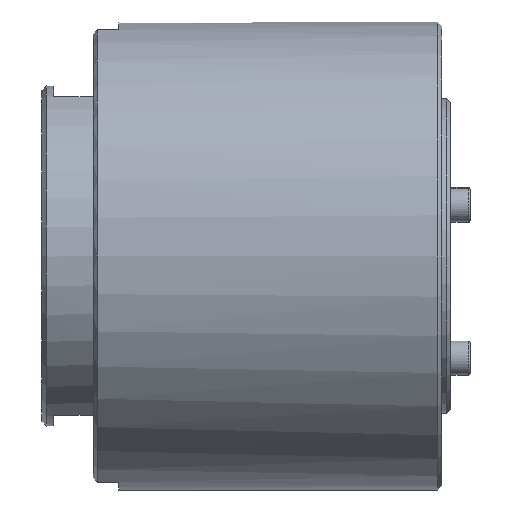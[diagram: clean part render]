
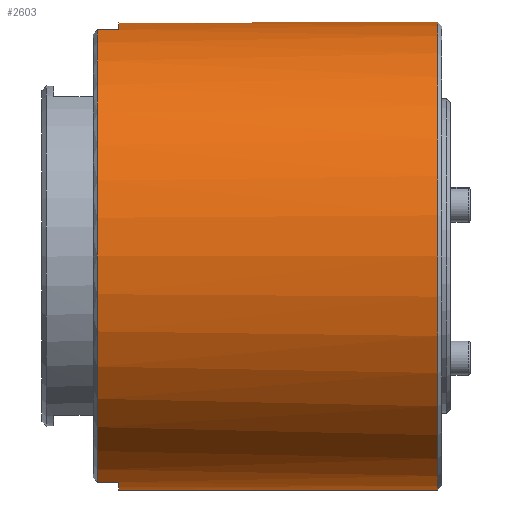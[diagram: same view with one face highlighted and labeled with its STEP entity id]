
A CAD part, front view. The second image highlights one B-rep face of the part: STEP entity #2603.
In plain terms, the highlighted cylindrical face has radius 27.5 mm (diameter 55 mm), a full revolution.
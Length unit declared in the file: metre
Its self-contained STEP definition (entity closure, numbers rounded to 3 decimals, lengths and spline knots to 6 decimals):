
#161=LINE('',#4151,#303);
#162=LINE('',#4156,#304);
#163=LINE('',#4160,#305);
#164=LINE('',#4164,#306);
#303=VECTOR('',#3213,1.);
#304=VECTOR('',#3216,1.);
#305=VECTOR('',#3219,1.);
#306=VECTOR('',#3222,1.);
#445=ORIENTED_EDGE('',*,*,#1195,.T.);
#446=ORIENTED_EDGE('',*,*,#1196,.F.);
#447=ORIENTED_EDGE('',*,*,#1197,.T.);
#448=ORIENTED_EDGE('',*,*,#1198,.F.);
#449=ORIENTED_EDGE('',*,*,#1199,.F.);
#450=ORIENTED_EDGE('',*,*,#1200,.T.);
#451=ORIENTED_EDGE('',*,*,#1201,.T.);
#452=ORIENTED_EDGE('',*,*,#1202,.T.);
#453=ORIENTED_EDGE('',*,*,#1203,.F.);
#1195=EDGE_CURVE('',#1570,#1570,#1836,.F.);
#1196=EDGE_CURVE('',#1571,#1572,#161,.T.);
#1197=EDGE_CURVE('',#1571,#1573,#1837,.T.);
#1198=EDGE_CURVE('',#1574,#1573,#162,.F.);
#1199=EDGE_CURVE('',#1575,#1574,#1838,.F.);
#1200=EDGE_CURVE('',#1575,#1576,#163,.F.);
#1201=EDGE_CURVE('',#1576,#1577,#1839,.T.);
#1202=EDGE_CURVE('',#1577,#1578,#164,.T.);
#1203=EDGE_CURVE('',#1572,#1578,#1840,.F.);
#1570=VERTEX_POINT('',#4150);
#1571=VERTEX_POINT('',#4152);
#1572=VERTEX_POINT('',#4153);
#1573=VERTEX_POINT('',#4155);
#1574=VERTEX_POINT('',#4157);
#1575=VERTEX_POINT('',#4159);
#1576=VERTEX_POINT('',#4161);
#1577=VERTEX_POINT('',#4163);
#1578=VERTEX_POINT('',#4165);
#1836=CIRCLE('',#2810,0.0275);
#1837=CIRCLE('',#2811,0.0275);
#1838=CIRCLE('',#2812,0.0275);
#1839=CIRCLE('',#2813,0.0275);
#1840=CIRCLE('',#2814,0.0275);
#2053=EDGE_LOOP('',(#445));
#2054=EDGE_LOOP('',(#446,#447,#448,#449,#450,#451,#452,#453));
#2285=FACE_BOUND('',#2053,.T.);
#2286=FACE_BOUND('',#2054,.T.);
#2532=CYLINDRICAL_SURFACE('',#2809,0.0275);
#2603=ADVANCED_FACE('',(#2285,#2286),#2532,.T.);
#2809=AXIS2_PLACEMENT_3D('',#4148,#3209,#3210);
#2810=AXIS2_PLACEMENT_3D('',#4149,#3211,#3212);
#2811=AXIS2_PLACEMENT_3D('',#4154,#3214,#3215);
#2812=AXIS2_PLACEMENT_3D('',#4158,#3217,#3218);
#2813=AXIS2_PLACEMENT_3D('',#4162,#3220,#3221);
#2814=AXIS2_PLACEMENT_3D('',#4166,#3223,#3224);
#3209=DIRECTION('',(0.,-1.,0.));
#3210=DIRECTION('',(0.,0.,-1.));
#3211=DIRECTION('',(0.,-1.,0.));
#3212=DIRECTION('',(0.,0.,-1.));
#3213=DIRECTION('',(0.,-1.,0.));
#3214=DIRECTION('',(0.,-1.,0.));
#3215=DIRECTION('',(0.,0.,-1.));
#3216=DIRECTION('',(0.,-1.,0.));
#3217=DIRECTION('',(0.,-1.,0.));
#3218=DIRECTION('',(0.,0.,-1.));
#3219=DIRECTION('',(0.,-1.,0.));
#3220=DIRECTION('',(0.,-1.,0.));
#3221=DIRECTION('',(0.,0.,-1.));
#3222=DIRECTION('',(0.,-1.,0.));
#3223=DIRECTION('',(0.,-1.,0.));
#3224=DIRECTION('',(0.,0.,-1.));
#4148=CARTESIAN_POINT('',(0.,0.041,0.));
#4149=CARTESIAN_POINT('',(0.,0.0005,0.));
#4150=CARTESIAN_POINT('',(0.,0.0005,-0.0275));
#4151=CARTESIAN_POINT('',(0.007,0.041,-0.026594));
#4152=CARTESIAN_POINT('',(0.007,0.0405,-0.026594));
#4153=CARTESIAN_POINT('',(0.007,0.038,-0.026594));
#4154=CARTESIAN_POINT('',(0.,0.0405,0.));
#4155=CARTESIAN_POINT('',(0.007,0.0405,0.026594));
#4156=CARTESIAN_POINT('',(0.007,0.041,0.026594));
#4157=CARTESIAN_POINT('',(0.007,0.038,0.026594));
#4158=CARTESIAN_POINT('',(0.,0.038,0.));
#4159=CARTESIAN_POINT('',(-0.007,0.038,0.026594));
#4160=CARTESIAN_POINT('',(-0.007,0.041,0.026594));
#4161=CARTESIAN_POINT('',(-0.007,0.0405,0.026594));
#4162=CARTESIAN_POINT('',(0.,0.0405,0.));
#4163=CARTESIAN_POINT('',(-0.007,0.0405,-0.026594));
#4164=CARTESIAN_POINT('',(-0.007,0.041,-0.026594));
#4165=CARTESIAN_POINT('',(-0.007,0.038,-0.026594));
#4166=CARTESIAN_POINT('',(0.,0.038,0.));
